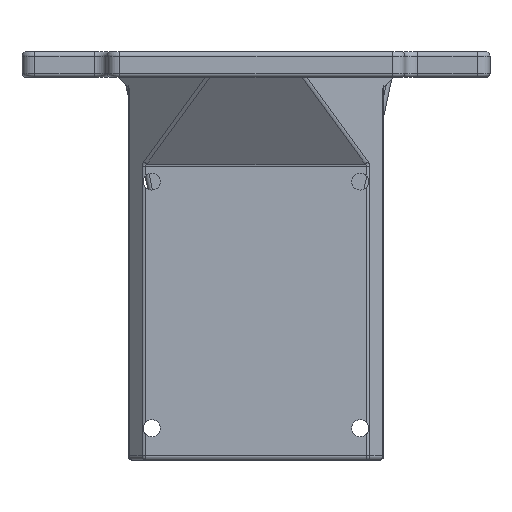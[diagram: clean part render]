
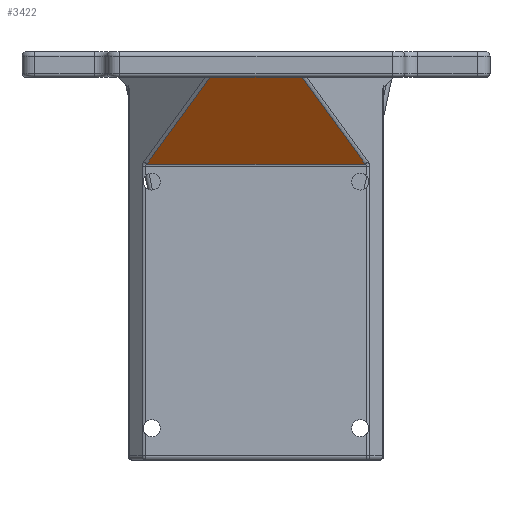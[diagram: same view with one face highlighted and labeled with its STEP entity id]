
A CAD part, left-side view. The second image highlights one B-rep face of the part: STEP entity #3422.
In plain terms, the highlighted planar face has unit normal (-0.809, 0, -0.588).
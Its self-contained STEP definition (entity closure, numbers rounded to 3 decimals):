
#120 = ORIENTED_EDGE ( 'NONE', *, *, #1745, .T. ) ;
#770 = LINE ( 'NONE', #12701, #8941 ) ;
#947 = CARTESIAN_POINT ( 'NONE',  ( -84., -10.831, 0. ) ) ;
#1146 = DIRECTION ( 'NONE',  ( 0.507, 0.507, -0.697 ) ) ;
#1273 = CARTESIAN_POINT ( 'NONE',  ( -83.845, -10.986, -0.214 ) ) ;
#1621 = CARTESIAN_POINT ( 'NONE',  ( -84., 0., 0. ) ) ;
#1745 = EDGE_CURVE ( 'NONE', #5831, #9685, #12911, .T. ) ;
#1944 = VERTEX_POINT ( 'NONE', #5309 ) ;
#2624 = CARTESIAN_POINT ( 'NONE',  ( -84., 10.831, 0. ) ) ;
#2784 = CARTESIAN_POINT ( 'NONE',  ( -84., 0., 0. ) ) ;
#3422 = ADVANCED_FACE ( 'NONE', ( #17830 ), #10447, .F. ) ;
#3590 = LINE ( 'NONE', #7559, #9648 ) ;
#4248 = AXIS2_PLACEMENT_3D ( 'NONE', #1621, #10349, #13654 ) ;
#5309 = CARTESIAN_POINT ( 'NONE',  ( -69.191, 25.64, -20.383 ) ) ;
#5662 = EDGE_LOOP ( 'NONE', ( #15414, #120, #6703, #12222 ) ) ;
#5831 = VERTEX_POINT ( 'NONE', #11163 ) ;
#6105 = DIRECTION ( 'NONE',  ( 0., -1., 0. ) ) ;
#6135 = EDGE_CURVE ( 'NONE', #7508, #1944, #770, .T. ) ;
#6496 = VECTOR ( 'NONE', #17160, 1000. ) ;
#6703 = ORIENTED_EDGE ( 'NONE', *, *, #17568, .T. ) ;
#7508 = VERTEX_POINT ( 'NONE', #2624 ) ;
#7559 = CARTESIAN_POINT ( 'NONE',  ( -69.191, 0., -20.383 ) ) ;
#8941 = VECTOR ( 'NONE', #1146, 1000. ) ;
#9648 = VECTOR ( 'NONE', #6105, 1000. ) ;
#9685 = VERTEX_POINT ( 'NONE', #947 ) ;
#10349 = DIRECTION ( 'NONE',  ( 0.809, 0., 0.588 ) ) ;
#10395 = EDGE_CURVE ( 'NONE', #1944, #5831, #3590, .T. ) ;
#10447 = PLANE ( 'NONE',  #4248 ) ;
#11163 = CARTESIAN_POINT ( 'NONE',  ( -69.191, -25.64, -20.383 ) ) ;
#12222 = ORIENTED_EDGE ( 'NONE', *, *, #6135, .T. ) ;
#12701 = CARTESIAN_POINT ( 'NONE',  ( -68.845, 25.986, -20.86 ) ) ;
#12911 = LINE ( 'NONE', #1273, #18173 ) ;
#13654 = DIRECTION ( 'NONE',  ( 0., -1., 0. ) ) ;
#15414 = ORIENTED_EDGE ( 'NONE', *, *, #10395, .T. ) ;
#17160 = DIRECTION ( 'NONE',  ( 0., 1., 0. ) ) ;
#17291 = DIRECTION ( 'NONE',  ( -0.507, 0.507, 0.697 ) ) ;
#17568 = EDGE_CURVE ( 'NONE', #9685, #7508, #18698, .T. ) ;
#17830 = FACE_OUTER_BOUND ( 'NONE', #5662, .T. ) ;
#18173 = VECTOR ( 'NONE', #17291, 1000. ) ;
#18698 = LINE ( 'NONE', #2784, #6496 ) ;
